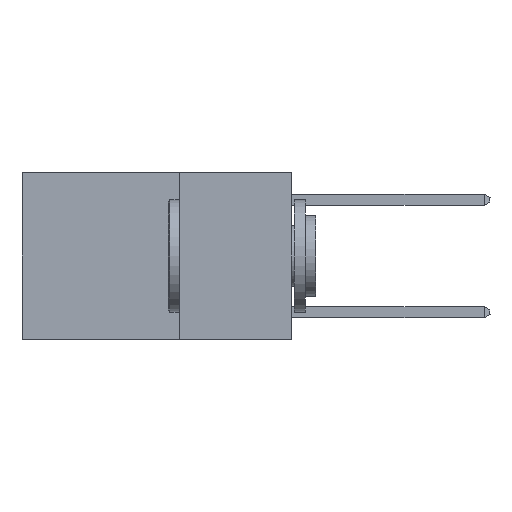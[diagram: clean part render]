
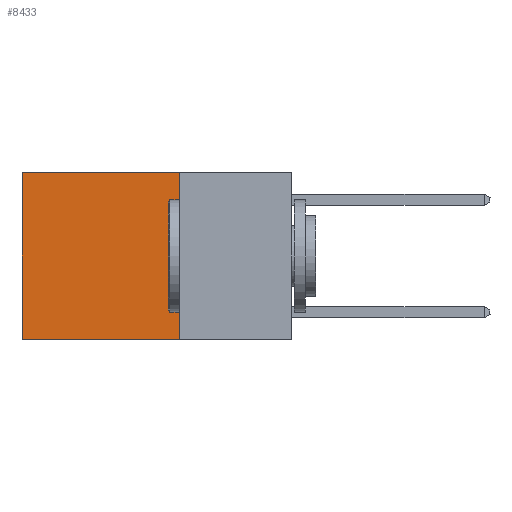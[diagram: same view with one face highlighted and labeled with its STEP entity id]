
A CAD part, left-side view. The second image highlights one B-rep face of the part: STEP entity #8433.
In plain terms, the highlighted planar face has unit normal (-1, 0, 0).
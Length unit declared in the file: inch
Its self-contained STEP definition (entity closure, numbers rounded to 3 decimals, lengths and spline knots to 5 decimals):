
#337 = VECTOR ( 'NONE', #883, 39.37008 ) ;
#339 = EDGE_CURVE ( 'NONE', #3961, #6797, #9594, .T. ) ;
#659 = DIRECTION ( 'NONE',  ( 0., 0., -1. ) ) ;
#883 = DIRECTION ( 'NONE',  ( 0., 0., -1. ) ) ;
#914 = LINE ( 'NONE', #5507, #7591 ) ;
#1006 = VECTOR ( 'NONE', #10747, 39.37008 ) ;
#1130 = CARTESIAN_POINT ( 'NONE',  ( 0.2625, 0.25, 0. ) ) ;
#2064 = DIRECTION ( 'NONE',  ( 0., 1., 0. ) ) ;
#2187 = ORIENTED_EDGE ( 'NONE', *, *, #10138, .T. ) ;
#2322 = ORIENTED_EDGE ( 'NONE', *, *, #5707, .T. ) ;
#2476 = EDGE_LOOP ( 'NONE', ( #2187, #5645, #12027, #2322 ) ) ;
#2567 = VECTOR ( 'NONE', #2064, 39.37008 ) ;
#2620 = VERTEX_POINT ( 'NONE', #7867 ) ;
#2893 = LINE ( 'NONE', #4793, #2567 ) ;
#3961 = VERTEX_POINT ( 'NONE', #4483 ) ;
#4483 = CARTESIAN_POINT ( 'NONE',  ( 0.2625, 0.25, 0. ) ) ;
#4793 = CARTESIAN_POINT ( 'NONE',  ( 0.2625, 0.25, -0.37 ) ) ;
#5507 = CARTESIAN_POINT ( 'NONE',  ( 0.2625, 0.6, 0. ) ) ;
#5645 = ORIENTED_EDGE ( 'NONE', *, *, #9186, .F. ) ;
#5707 = EDGE_CURVE ( 'NONE', #3961, #8342, #6881, .T. ) ;
#5712 = CARTESIAN_POINT ( 'NONE',  ( 0.2625, 0.6, 0. ) ) ;
#6074 = CARTESIAN_POINT ( 'NONE',  ( 0.2625, 0.25, 0. ) ) ;
#6268 = DIRECTION ( 'NONE',  ( 1., 0., 0. ) ) ;
#6797 = VERTEX_POINT ( 'NONE', #11511 ) ;
#6881 = LINE ( 'NONE', #7114, #1006 ) ;
#7114 = CARTESIAN_POINT ( 'NONE',  ( 0.2625, 0.25, 0. ) ) ;
#7591 = VECTOR ( 'NONE', #659, 39.37008 ) ;
#7867 = CARTESIAN_POINT ( 'NONE',  ( 0.2625, 0.6, -0.37 ) ) ;
#8159 = AXIS2_PLACEMENT_3D ( 'NONE', #6074, #6268, #10074 ) ;
#8342 = VERTEX_POINT ( 'NONE', #5712 ) ;
#8433 = ADVANCED_FACE ( 'NONE', ( #9004 ), #9123, .F. ) ;
#9004 = FACE_OUTER_BOUND ( 'NONE', #2476, .T. ) ;
#9123 = PLANE ( 'NONE',  #8159 ) ;
#9186 = EDGE_CURVE ( 'NONE', #6797, #2620, #2893, .T. ) ;
#9594 = LINE ( 'NONE', #1130, #337 ) ;
#10074 = DIRECTION ( 'NONE',  ( 0., 0., -1. ) ) ;
#10138 = EDGE_CURVE ( 'NONE', #8342, #2620, #914, .T. ) ;
#10747 = DIRECTION ( 'NONE',  ( 0., 1., 0. ) ) ;
#11511 = CARTESIAN_POINT ( 'NONE',  ( 0.2625, 0.25, -0.37 ) ) ;
#12027 = ORIENTED_EDGE ( 'NONE', *, *, #339, .F. ) ;
